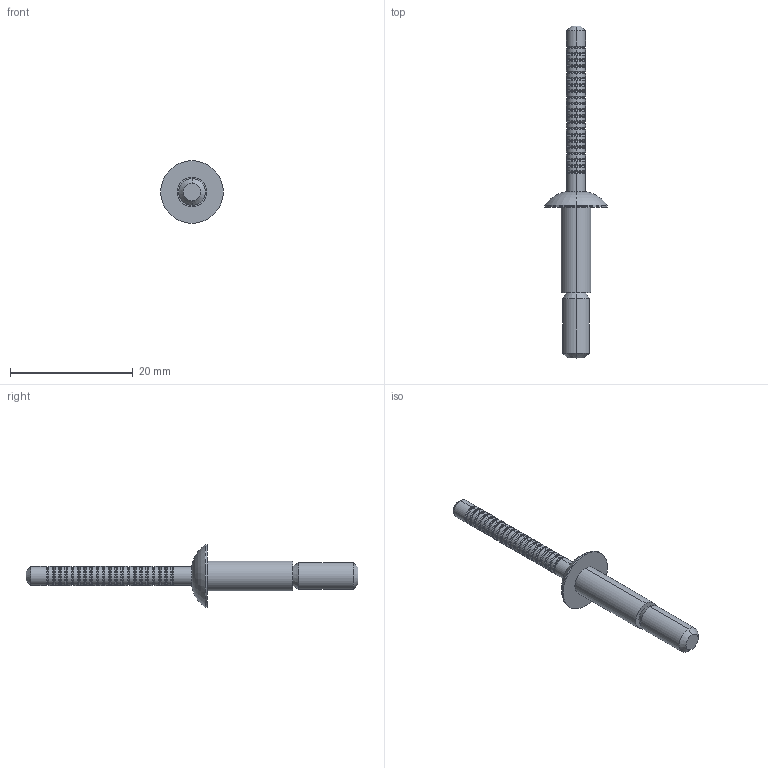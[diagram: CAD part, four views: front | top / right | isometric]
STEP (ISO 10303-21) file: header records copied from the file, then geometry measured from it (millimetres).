
FILE_DESCRIPTION (( 'STEP AP203' ), '1' );
FILE_NAME ('WCP-0452.STEP', '2021-08-12T19:51:50', ( '' ), ( '' ), 'SwSTEP 2.0', 'SolidWorks 2020', '' );
FILE_SCHEMA (( 'CONFIG_CONTROL_DESIGN' ));
Length unit declared in the file: inch
Products named in the file (1): WCP-0452
Bounding box: 10.2 x 54.1 x 10.2 mm (x, y, z)
Volume: 736.9 mm3; surface area: 821.7 mm2
Topology: 1 solids, 1 shells, 230 faces, 458 edges, 232 vertices
Faces by surface type: torus 170, cylinder 50, cone 6, plane 4
Entity records: 6003 total; most frequent: DIRECTION 1322, CARTESIAN_POINT 921, ORIENTED_EDGE 916, AXIS2_PLACEMENT_3D 633, EDGE_CURVE 458, CIRCLE 402, EDGE_LOOP 232, VERTEX_POINT 232
